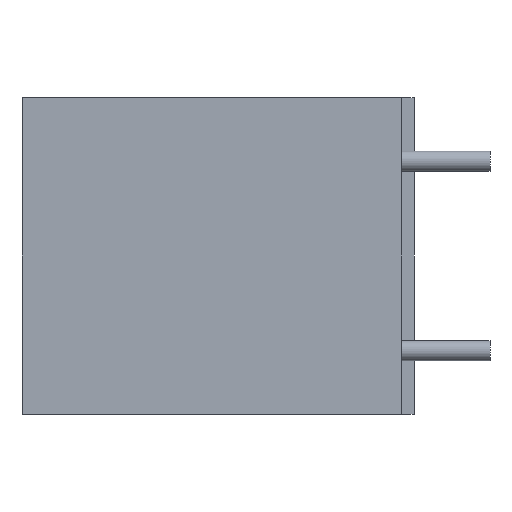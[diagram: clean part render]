
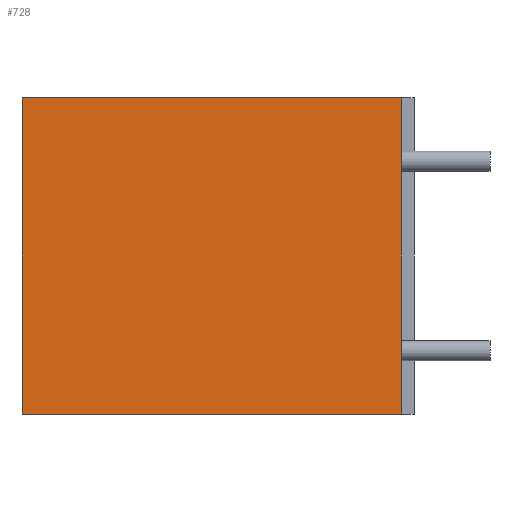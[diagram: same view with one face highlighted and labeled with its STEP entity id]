
A CAD part, left-side view. The second image highlights one B-rep face of the part: STEP entity #728.
In plain terms, the highlighted planar face has unit normal (-1, 0, 0).
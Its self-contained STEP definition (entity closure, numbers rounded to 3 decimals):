
#5 = VERTEX_POINT ( 'NONE', #966 ) ;
#29 = CARTESIAN_POINT ( 'NONE',  ( -14.4, 0., -6.25 ) ) ;
#32 = VECTOR ( 'NONE', #102, 1000. ) ;
#42 = DIRECTION ( 'NONE',  ( 0., 0., 1. ) ) ;
#102 = DIRECTION ( 'NONE',  ( 0., -1., 0. ) ) ;
#126 = EDGE_CURVE ( 'NONE', #1250, #176, #1020, .T. ) ;
#176 = VERTEX_POINT ( 'NONE', #891 ) ;
#185 = CARTESIAN_POINT ( 'NONE',  ( -14.4, 15., -6.25 ) ) ;
#297 = LINE ( 'NONE', #1130, #32 ) ;
#399 = EDGE_CURVE ( 'NONE', #1250, #5, #409, .T. ) ;
#409 = LINE ( 'NONE', #431, #537 ) ;
#422 = PLANE ( 'NONE',  #673 ) ;
#431 = CARTESIAN_POINT ( 'NONE',  ( -14.4, 15., -6.25 ) ) ;
#522 = CARTESIAN_POINT ( 'NONE',  ( -14.4, 15., -6.25 ) ) ;
#537 = VECTOR ( 'NONE', #1245, 1000. ) ;
#540 = VECTOR ( 'NONE', #42, 1000. ) ;
#557 = ORIENTED_EDGE ( 'NONE', *, *, #126, .T. ) ;
#572 = EDGE_LOOP ( 'NONE', ( #1150, #1137, #947, #557 ) ) ;
#579 = DIRECTION ( 'NONE',  ( 0., -1., 0. ) ) ;
#613 = FACE_OUTER_BOUND ( 'NONE', #572, .T. ) ;
#625 = DIRECTION ( 'NONE',  ( 0., 0., -1. ) ) ;
#673 = AXIS2_PLACEMENT_3D ( 'NONE', #522, #1135, #625 ) ;
#727 = EDGE_CURVE ( 'NONE', #5, #764, #297, .T. ) ;
#728 = ADVANCED_FACE ( 'NONE', ( #613 ), #422, .F. ) ;
#764 = VERTEX_POINT ( 'NONE', #1231 ) ;
#891 = CARTESIAN_POINT ( 'NONE',  ( -14.4, 0., -6.25 ) ) ;
#903 = EDGE_CURVE ( 'NONE', #176, #764, #1072, .T. ) ;
#947 = ORIENTED_EDGE ( 'NONE', *, *, #399, .F. ) ;
#966 = CARTESIAN_POINT ( 'NONE',  ( -14.4, 15., 6.25 ) ) ;
#973 = CARTESIAN_POINT ( 'NONE',  ( -14.4, 15., -6.25 ) ) ;
#1020 = LINE ( 'NONE', #973, #1282 ) ;
#1072 = LINE ( 'NONE', #29, #540 ) ;
#1130 = CARTESIAN_POINT ( 'NONE',  ( -14.4, 15., 6.25 ) ) ;
#1135 = DIRECTION ( 'NONE',  ( 1., 0., 0. ) ) ;
#1137 = ORIENTED_EDGE ( 'NONE', *, *, #727, .F. ) ;
#1150 = ORIENTED_EDGE ( 'NONE', *, *, #903, .T. ) ;
#1231 = CARTESIAN_POINT ( 'NONE',  ( -14.4, 0., 6.25 ) ) ;
#1245 = DIRECTION ( 'NONE',  ( 0., 0., 1. ) ) ;
#1250 = VERTEX_POINT ( 'NONE', #185 ) ;
#1282 = VECTOR ( 'NONE', #579, 1000. ) ;
